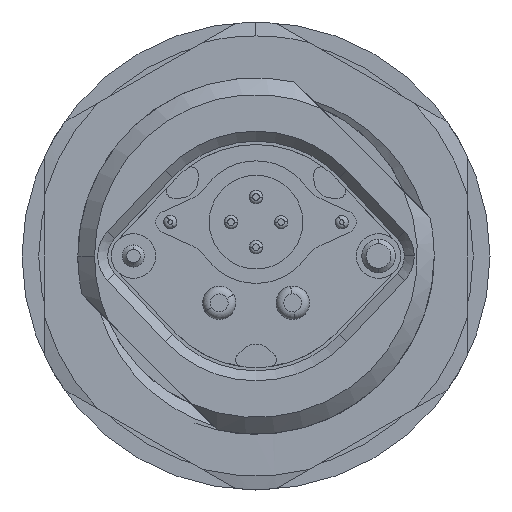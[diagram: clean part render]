
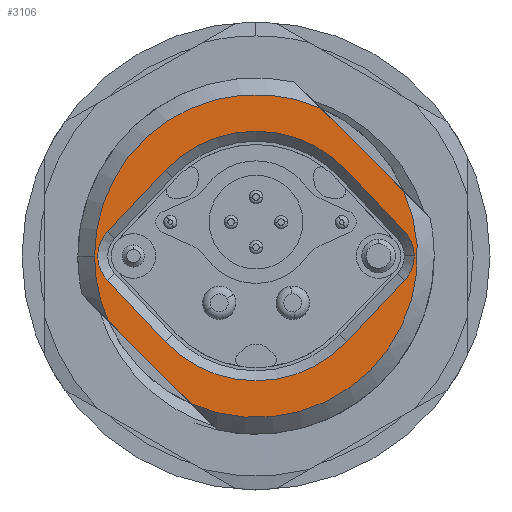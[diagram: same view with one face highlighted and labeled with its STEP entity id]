
A CAD part, front view. The second image highlights one B-rep face of the part: STEP entity #3106.
In plain terms, the highlighted planar face has unit normal (0, -1, 0).
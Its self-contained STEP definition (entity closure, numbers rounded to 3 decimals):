
#2 = DIRECTION ( 'NONE',  ( 1., 0., 0. ) ) ;
#118 = CIRCLE ( 'NONE', #5317, 7.245 ) ;
#493 = VERTEX_POINT ( 'NONE', #14776 ) ;
#1243 = PLANE ( 'NONE',  #9044 ) ;
#1324 = CIRCLE ( 'NONE', #20465, 7.245 ) ;
#1433 = VECTOR ( 'NONE', #11482, 1000. ) ;
#1599 = DIRECTION ( 'NONE',  ( 1., 0., 0. ) ) ;
#1968 = CARTESIAN_POINT ( 'NONE',  ( -6.664, -25.3, -1.098 ) ) ;
#2161 = LINE ( 'NONE', #13424, #20524 ) ;
#2210 = EDGE_CURVE ( 'NONE', #13703, #5579, #5740, .T. ) ;
#2662 = DIRECTION ( 'NONE',  ( 1., 0., 0. ) ) ;
#2977 = CARTESIAN_POINT ( 'NONE',  ( 0., -25.3, 7.25 ) ) ;
#3106 = ADVANCED_FACE ( 'NONE', ( #12208, #3298 ), #1243, .T. ) ;
#3298 = FACE_OUTER_BOUND ( 'NONE', #18213, .T. ) ;
#3428 = AXIS2_PLACEMENT_3D ( 'NONE', #20919, #3661, #10632 ) ;
#3661 = DIRECTION ( 'NONE',  ( 0., 1., 0. ) ) ;
#3786 = CIRCLE ( 'NONE', #3428, 1.6 ) ;
#3851 = ORIENTED_EDGE ( 'NONE', *, *, #16560, .T. ) ;
#4060 = VECTOR ( 'NONE', #19299, 1000. ) ;
#4247 = EDGE_CURVE ( 'NONE', #14172, #12344, #3786, .T. ) ;
#4424 = CARTESIAN_POINT ( 'NONE',  ( -6.664, -25.3, 1.098 ) ) ;
#4455 = CARTESIAN_POINT ( 'NONE',  ( 6.664, -25.3, 1.098 ) ) ;
#4738 = DIRECTION ( 'NONE',  ( -0.686, 0., 0.727 ) ) ;
#5317 = AXIS2_PLACEMENT_3D ( 'NONE', #17877, #21123, #11123 ) ;
#5579 = VERTEX_POINT ( 'NONE', #21925 ) ;
#5639 = ORIENTED_EDGE ( 'NONE', *, *, #11257, .T. ) ;
#5663 = CARTESIAN_POINT ( 'NONE',  ( -8.398, -25.3, -1.148 ) ) ;
#5740 = CIRCLE ( 'NONE', #7300, 1.6 ) ;
#5820 = EDGE_CURVE ( 'NONE', #13131, #8102, #10326, .T. ) ;
#6101 = ORIENTED_EDGE ( 'NONE', *, *, #4247, .T. ) ;
#6221 = EDGE_CURVE ( 'NONE', #16387, #14172, #2161, .T. ) ;
#6345 = ORIENTED_EDGE ( 'NONE', *, *, #18615, .T. ) ;
#6850 = VERTEX_POINT ( 'NONE', #20388 ) ;
#6950 = DIRECTION ( 'NONE',  ( 1., 0., 0. ) ) ;
#7300 = AXIS2_PLACEMENT_3D ( 'NONE', #18752, #8348, #11675 ) ;
#7546 = EDGE_CURVE ( 'NONE', #19867, #6850, #13487, .T. ) ;
#7779 = CARTESIAN_POINT ( 'NONE',  ( -4.073, -25.3, 3.844 ) ) ;
#8086 = CARTESIAN_POINT ( 'NONE',  ( 7.1, -25.3, 0. ) ) ;
#8102 = VERTEX_POINT ( 'NONE', #22140 ) ;
#8106 = CARTESIAN_POINT ( 'NONE',  ( 4.073, -25.3, -3.844 ) ) ;
#8258 = VECTOR ( 'NONE', #11344, 1000. ) ;
#8337 = CIRCLE ( 'NONE', #20000, 5.6 ) ;
#8345 = ORIENTED_EDGE ( 'NONE', *, *, #15666, .T. ) ;
#8348 = DIRECTION ( 'NONE',  ( 0., 1., 0. ) ) ;
#8530 = EDGE_CURVE ( 'NONE', #13228, #16387, #8337, .T. ) ;
#8687 = DIRECTION ( 'NONE',  ( 0., -1., 0. ) ) ;
#8885 = CARTESIAN_POINT ( 'NONE',  ( -6.634, -25.3, -2.912 ) ) ;
#8933 = LINE ( 'NONE', #13685, #9204 ) ;
#9044 = AXIS2_PLACEMENT_3D ( 'NONE', #2977, #15055, #2662 ) ;
#9089 = DIRECTION ( 'NONE',  ( 0., 1., 0. ) ) ;
#9122 = CARTESIAN_POINT ( 'NONE',  ( 5.5, -25.3, 0. ) ) ;
#9204 = VECTOR ( 'NONE', #22168, 1000. ) ;
#9447 = EDGE_CURVE ( 'NONE', #15445, #13703, #20698, .T. ) ;
#9464 = VECTOR ( 'NONE', #10868, 1000. ) ;
#9796 = AXIS2_PLACEMENT_3D ( 'NONE', #9122, #17635, #12458 ) ;
#10313 = ORIENTED_EDGE ( 'NONE', *, *, #16422, .T. ) ;
#10326 = CIRCLE ( 'NONE', #15365, 5.6 ) ;
#10588 = DIRECTION ( 'NONE',  ( 0., 1., 0. ) ) ;
#10632 = DIRECTION ( 'NONE',  ( 1., 0., 0. ) ) ;
#10868 = DIRECTION ( 'NONE',  ( 0.707, 0., -0.707 ) ) ;
#11095 = LINE ( 'NONE', #18016, #4060 ) ;
#11123 = DIRECTION ( 'NONE',  ( 1., 0., 0. ) ) ;
#11130 = CARTESIAN_POINT ( 'NONE',  ( 0., -25.3, 0. ) ) ;
#11257 = EDGE_CURVE ( 'NONE', #6850, #20213, #118, .T. ) ;
#11344 = DIRECTION ( 'NONE',  ( 0.686, 0., 0.727 ) ) ;
#11482 = DIRECTION ( 'NONE',  ( 0.686, 0., -0.727 ) ) ;
#11485 = ORIENTED_EDGE ( 'NONE', *, *, #13764, .T. ) ;
#11505 = CARTESIAN_POINT ( 'NONE',  ( -4.073, -25.3, 3.844 ) ) ;
#11675 = DIRECTION ( 'NONE',  ( 1., 0., 0. ) ) ;
#11946 = CARTESIAN_POINT ( 'NONE',  ( -4.073, -25.3, -3.844 ) ) ;
#12003 = CARTESIAN_POINT ( 'NONE',  ( 0., -25.3, 0. ) ) ;
#12208 = FACE_BOUND ( 'NONE', #14999, .T. ) ;
#12344 = VERTEX_POINT ( 'NONE', #4424 ) ;
#12458 = DIRECTION ( 'NONE',  ( 1., 0., 0. ) ) ;
#12485 = LINE ( 'NONE', #4455, #1433 ) ;
#13131 = VERTEX_POINT ( 'NONE', #11505 ) ;
#13228 = VERTEX_POINT ( 'NONE', #8106 ) ;
#13424 = CARTESIAN_POINT ( 'NONE',  ( -6.664, -25.3, -1.098 ) ) ;
#13487 = CIRCLE ( 'NONE', #14917, 7.245 ) ;
#13685 = CARTESIAN_POINT ( 'NONE',  ( 4.073, -25.3, -3.844 ) ) ;
#13703 = VERTEX_POINT ( 'NONE', #8086 ) ;
#13764 = EDGE_CURVE ( 'NONE', #8102, #15445, #12485, .T. ) ;
#13823 = CARTESIAN_POINT ( 'NONE',  ( 6.634, -25.3, 2.912 ) ) ;
#14172 = VERTEX_POINT ( 'NONE', #1968 ) ;
#14776 = CARTESIAN_POINT ( 'NONE',  ( -2.912, -25.3, -6.634 ) ) ;
#14917 = AXIS2_PLACEMENT_3D ( 'NONE', #17066, #18883, #1599 ) ;
#14999 = EDGE_LOOP ( 'NONE', ( #17499, #18788, #6101, #17481, #22086, #11485, #17730, #22035, #10313 ) ) ;
#15055 = DIRECTION ( 'NONE',  ( 0., -1., 0. ) ) ;
#15137 = LINE ( 'NONE', #5663, #9464 ) ;
#15365 = AXIS2_PLACEMENT_3D ( 'NONE', #20877, #10588, #6950 ) ;
#15445 = VERTEX_POINT ( 'NONE', #15776 ) ;
#15666 = EDGE_CURVE ( 'NONE', #20213, #493, #15137, .T. ) ;
#15776 = CARTESIAN_POINT ( 'NONE',  ( 6.664, -25.3, 1.098 ) ) ;
#16349 = LINE ( 'NONE', #7779, #8258 ) ;
#16387 = VERTEX_POINT ( 'NONE', #11946 ) ;
#16422 = EDGE_CURVE ( 'NONE', #5579, #13228, #8933, .T. ) ;
#16560 = EDGE_CURVE ( 'NONE', #18698, #19867, #11095, .T. ) ;
#17066 = CARTESIAN_POINT ( 'NONE',  ( 0., -25.3, 0. ) ) ;
#17481 = ORIENTED_EDGE ( 'NONE', *, *, #20930, .T. ) ;
#17499 = ORIENTED_EDGE ( 'NONE', *, *, #8530, .T. ) ;
#17635 = DIRECTION ( 'NONE',  ( 0., 1., 0. ) ) ;
#17730 = ORIENTED_EDGE ( 'NONE', *, *, #9447, .T. ) ;
#17877 = CARTESIAN_POINT ( 'NONE',  ( 0., -25.3, 0. ) ) ;
#18016 = CARTESIAN_POINT ( 'NONE',  ( 1.148, -25.3, 8.398 ) ) ;
#18213 = EDGE_LOOP ( 'NONE', ( #3851, #21738, #5639, #8345, #6345 ) ) ;
#18615 = EDGE_CURVE ( 'NONE', #493, #18698, #1324, .T. ) ;
#18698 = VERTEX_POINT ( 'NONE', #13823 ) ;
#18752 = CARTESIAN_POINT ( 'NONE',  ( 5.5, -25.3, 0. ) ) ;
#18788 = ORIENTED_EDGE ( 'NONE', *, *, #6221, .T. ) ;
#18883 = DIRECTION ( 'NONE',  ( 0., -1., 0. ) ) ;
#19299 = DIRECTION ( 'NONE',  ( -0.707, 0., 0.707 ) ) ;
#19702 = DIRECTION ( 'NONE',  ( 1., 0., 0. ) ) ;
#19867 = VERTEX_POINT ( 'NONE', #20212 ) ;
#20000 = AXIS2_PLACEMENT_3D ( 'NONE', #11130, #9089, #19702 ) ;
#20212 = CARTESIAN_POINT ( 'NONE',  ( 2.912, -25.3, 6.634 ) ) ;
#20213 = VERTEX_POINT ( 'NONE', #8885 ) ;
#20388 = CARTESIAN_POINT ( 'NONE',  ( -7.245, -25.3, 0. ) ) ;
#20465 = AXIS2_PLACEMENT_3D ( 'NONE', #12003, #8687, #2 ) ;
#20524 = VECTOR ( 'NONE', #4738, 1000. ) ;
#20698 = CIRCLE ( 'NONE', #9796, 1.6 ) ;
#20877 = CARTESIAN_POINT ( 'NONE',  ( 0., -25.3, 0. ) ) ;
#20919 = CARTESIAN_POINT ( 'NONE',  ( -5.5, -25.3, 0. ) ) ;
#20930 = EDGE_CURVE ( 'NONE', #12344, #13131, #16349, .T. ) ;
#21123 = DIRECTION ( 'NONE',  ( 0., -1., 0. ) ) ;
#21738 = ORIENTED_EDGE ( 'NONE', *, *, #7546, .T. ) ;
#21925 = CARTESIAN_POINT ( 'NONE',  ( 6.664, -25.3, -1.098 ) ) ;
#22035 = ORIENTED_EDGE ( 'NONE', *, *, #2210, .T. ) ;
#22086 = ORIENTED_EDGE ( 'NONE', *, *, #5820, .T. ) ;
#22140 = CARTESIAN_POINT ( 'NONE',  ( 4.073, -25.3, 3.844 ) ) ;
#22168 = DIRECTION ( 'NONE',  ( -0.686, 0., -0.727 ) ) ;
